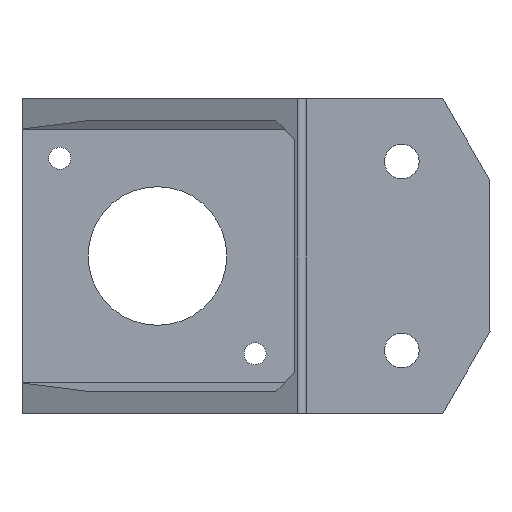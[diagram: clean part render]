
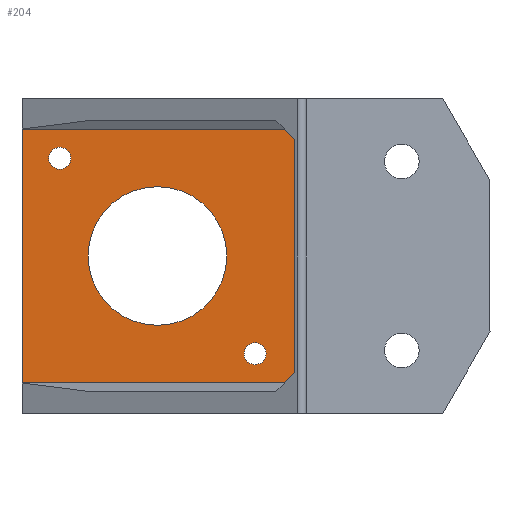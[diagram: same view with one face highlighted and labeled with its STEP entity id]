
A CAD part, left-side view. The second image highlights one B-rep face of the part: STEP entity #204.
In plain terms, the highlighted planar face has unit normal (-1, 0, 0).
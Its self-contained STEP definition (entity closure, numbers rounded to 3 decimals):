
#57=CARTESIAN_POINT('Axis2P3D Location',(21.3,39.3,415.5)) ;
#61=CARTESIAN_POINT('Vertex',(21.3,41.05,415.5)) ;
#63=CARTESIAN_POINT('Vertex',(21.3,37.55,415.5)) ;
#92=CARTESIAN_POINT('Axis2P3D Location',(21.3,39.3,415.5)) ;
#109=CARTESIAN_POINT('Axis2P3D Location',(21.3,0.2,425.)) ;
#114=CARTESIAN_POINT('Line Origine',(21.3,45.3,400.)) ;
#118=CARTESIAN_POINT('Vertex',(21.3,45.3,420.16)) ;
#120=CARTESIAN_POINT('Vertex',(21.3,45.3,379.84)) ;
#123=CARTESIAN_POINT('Line Origine',(21.3,24.48,379.84)) ;
#127=CARTESIAN_POINT('Vertex',(21.3,3.66,379.84)) ;
#130=CARTESIAN_POINT('Line Origine',(21.3,2.83,380.67)) ;
#134=CARTESIAN_POINT('Vertex',(21.3,2.,381.5)) ;
#137=CARTESIAN_POINT('Line Origine',(21.3,2.,400.)) ;
#141=CARTESIAN_POINT('Vertex',(21.3,2.,418.5)) ;
#144=CARTESIAN_POINT('Line Origine',(21.3,2.83,419.33)) ;
#148=CARTESIAN_POINT('Vertex',(21.3,3.66,420.16)) ;
#151=CARTESIAN_POINT('Line Origine',(21.3,24.48,420.16)) ;
#164=CARTESIAN_POINT('Axis2P3D Location',(21.3,23.8,400.)) ;
#168=CARTESIAN_POINT('Vertex',(21.3,34.8,400.)) ;
#170=CARTESIAN_POINT('Vertex',(21.3,12.8,400.)) ;
#173=CARTESIAN_POINT('Axis2P3D Location',(21.3,23.8,400.)) ;
#186=CARTESIAN_POINT('Axis2P3D Location',(21.3,8.3,384.5)) ;
#190=CARTESIAN_POINT('Vertex',(21.3,6.55,384.5)) ;
#192=CARTESIAN_POINT('Vertex',(21.3,10.05,384.5)) ;
#195=CARTESIAN_POINT('Axis2P3D Location',(21.3,8.3,384.5)) ;
#58=DIRECTION('Axis2P3D Direction',(1.,0.,0.)) ;
#93=DIRECTION('Axis2P3D Direction',(1.,0.,0.)) ;
#110=DIRECTION('Axis2P3D Direction',(-1.,0.,0.)) ;
#111=DIRECTION('Axis2P3D XDirection',(0.,1.,0.)) ;
#115=DIRECTION('Vector Direction',(0.,0.,-1.)) ;
#124=DIRECTION('Vector Direction',(0.,1.,0.)) ;
#131=DIRECTION('Vector Direction',(0.,0.707,-0.707)) ;
#138=DIRECTION('Vector Direction',(0.,0.,1.)) ;
#145=DIRECTION('Vector Direction',(0.,0.707,0.707)) ;
#152=DIRECTION('Vector Direction',(0.,-1.,0.)) ;
#165=DIRECTION('Axis2P3D Direction',(-1.,0.,0.)) ;
#174=DIRECTION('Axis2P3D Direction',(-1.,0.,0.)) ;
#187=DIRECTION('Axis2P3D Direction',(-1.,0.,0.)) ;
#196=DIRECTION('Axis2P3D Direction',(-1.,0.,0.)) ;
#59=AXIS2_PLACEMENT_3D('Circle Axis2P3D',#57,#58,$) ;
#94=AXIS2_PLACEMENT_3D('Circle Axis2P3D',#92,#93,$) ;
#112=AXIS2_PLACEMENT_3D('Plane Axis2P3D',#109,#110,#111) ;
#166=AXIS2_PLACEMENT_3D('Circle Axis2P3D',#164,#165,$) ;
#175=AXIS2_PLACEMENT_3D('Circle Axis2P3D',#173,#174,$) ;
#188=AXIS2_PLACEMENT_3D('Circle Axis2P3D',#186,#187,$) ;
#197=AXIS2_PLACEMENT_3D('Circle Axis2P3D',#195,#196,$) ;
#157=ORIENTED_EDGE('',*,*,#122,.T.) ;
#158=ORIENTED_EDGE('',*,*,#129,.F.) ;
#159=ORIENTED_EDGE('',*,*,#136,.T.) ;
#160=ORIENTED_EDGE('',*,*,#143,.T.) ;
#161=ORIENTED_EDGE('',*,*,#150,.T.) ;
#162=ORIENTED_EDGE('',*,*,#155,.T.) ;
#179=ORIENTED_EDGE('',*,*,#172,.F.) ;
#180=ORIENTED_EDGE('',*,*,#177,.F.) ;
#183=ORIENTED_EDGE('',*,*,#96,.F.) ;
#184=ORIENTED_EDGE('',*,*,#65,.F.) ;
#201=ORIENTED_EDGE('',*,*,#194,.F.) ;
#202=ORIENTED_EDGE('',*,*,#199,.F.) ;
#181=FACE_BOUND('',#178,.T.) ;
#185=FACE_BOUND('',#182,.T.) ;
#203=FACE_BOUND('',#200,.T.) ;
#116=VECTOR('Line Direction',#115,1.) ;
#125=VECTOR('Line Direction',#124,1.) ;
#132=VECTOR('Line Direction',#131,1.) ;
#139=VECTOR('Line Direction',#138,1.) ;
#146=VECTOR('Line Direction',#145,1.) ;
#153=VECTOR('Line Direction',#152,1.) ;
#204=ADVANCED_FACE('Corps principal',(#163,#181,#185,#203),#113,.T.) ;
#60=CIRCLE('generated circle',#59,1.75) ;
#95=CIRCLE('generated circle',#94,1.75) ;
#167=CIRCLE('generated circle',#166,11.) ;
#176=CIRCLE('generated circle',#175,11.) ;
#189=CIRCLE('generated circle',#188,1.75) ;
#198=CIRCLE('generated circle',#197,1.75) ;
#65=EDGE_CURVE('',#62,#64,#60,.F.) ;
#96=EDGE_CURVE('',#64,#62,#95,.F.) ;
#122=EDGE_CURVE('',#119,#121,#117,.T.) ;
#129=EDGE_CURVE('',#128,#121,#126,.T.) ;
#136=EDGE_CURVE('',#128,#135,#133,.F.) ;
#143=EDGE_CURVE('',#135,#142,#140,.T.) ;
#150=EDGE_CURVE('',#142,#149,#147,.T.) ;
#155=EDGE_CURVE('',#149,#119,#154,.F.) ;
#172=EDGE_CURVE('',#169,#171,#167,.T.) ;
#177=EDGE_CURVE('',#171,#169,#176,.T.) ;
#194=EDGE_CURVE('',#191,#193,#189,.T.) ;
#199=EDGE_CURVE('',#193,#191,#198,.T.) ;
#156=EDGE_LOOP('',(#157,#158,#159,#160,#161,#162)) ;
#178=EDGE_LOOP('',(#179,#180)) ;
#182=EDGE_LOOP('',(#183,#184)) ;
#200=EDGE_LOOP('',(#201,#202)) ;
#163=FACE_OUTER_BOUND('',#156,.T.) ;
#117=LINE('Line',#114,#116) ;
#126=LINE('Line',#123,#125) ;
#133=LINE('Line',#130,#132) ;
#140=LINE('Line',#137,#139) ;
#147=LINE('Line',#144,#146) ;
#154=LINE('Line',#151,#153) ;
#113=PLANE('',#112) ;
#62=VERTEX_POINT('',#61) ;
#64=VERTEX_POINT('',#63) ;
#119=VERTEX_POINT('',#118) ;
#121=VERTEX_POINT('',#120) ;
#128=VERTEX_POINT('',#127) ;
#135=VERTEX_POINT('',#134) ;
#142=VERTEX_POINT('',#141) ;
#149=VERTEX_POINT('',#148) ;
#169=VERTEX_POINT('',#168) ;
#171=VERTEX_POINT('',#170) ;
#191=VERTEX_POINT('',#190) ;
#193=VERTEX_POINT('',#192) ;
